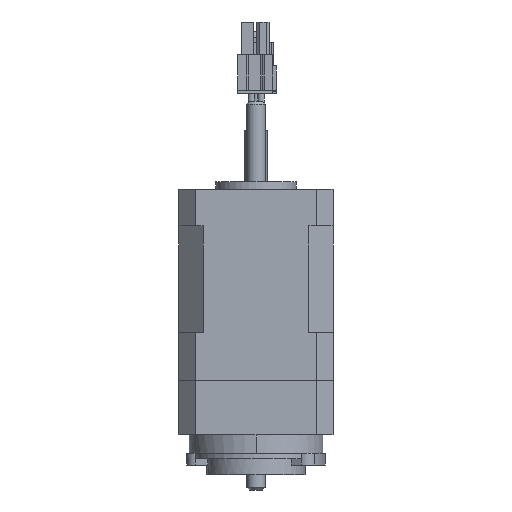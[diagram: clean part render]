
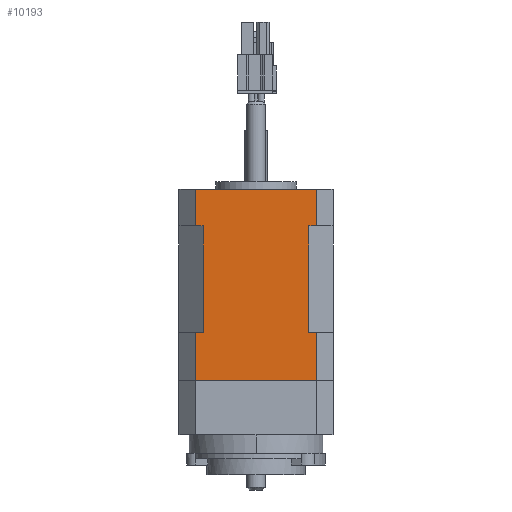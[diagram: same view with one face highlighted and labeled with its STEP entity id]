
A CAD part, front view. The second image highlights one B-rep face of the part: STEP entity #10193.
In plain terms, the highlighted planar face has unit normal (0, -1, 0).
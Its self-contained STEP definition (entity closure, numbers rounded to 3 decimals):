
#497 = DIRECTION ( 'NONE',  ( 0., 0., -1. ) ) ;
#752 = VERTEX_POINT ( 'NONE', #14792 ) ;
#1249 = LINE ( 'NONE', #6851, #10943 ) ;
#1578 = VERTEX_POINT ( 'NONE', #15465 ) ;
#1795 = EDGE_CURVE ( 'NONE', #1578, #3714, #1249, .T. ) ;
#1941 = LINE ( 'NONE', #3785, #12050 ) ;
#2051 = CARTESIAN_POINT ( 'NONE',  ( 16.5, -21., -52.2 ) ) ;
#2064 = LINE ( 'NONE', #2743, #16933 ) ;
#2486 = CARTESIAN_POINT ( 'NONE',  ( 21., -21., -52.2 ) ) ;
#2550 = DIRECTION ( 'NONE',  ( -1., 0., 0. ) ) ;
#2743 = CARTESIAN_POINT ( 'NONE',  ( 21., -21., -39.1 ) ) ;
#2971 = EDGE_CURVE ( 'NONE', #752, #5639, #10903, .T. ) ;
#3107 = CARTESIAN_POINT ( 'NONE',  ( 16.5, -21., -10. ) ) ;
#3199 = ORIENTED_EDGE ( 'NONE', *, *, #2971, .T. ) ;
#3286 = VERTEX_POINT ( 'NONE', #12606 ) ;
#3330 = CARTESIAN_POINT ( 'NONE',  ( 16.5, -21., -39.1 ) ) ;
#3393 = PLANE ( 'NONE',  #4940 ) ;
#3429 = ORIENTED_EDGE ( 'NONE', *, *, #4990, .F. ) ;
#3714 = VERTEX_POINT ( 'NONE', #12414 ) ;
#3785 = CARTESIAN_POINT ( 'NONE',  ( -16.5, -21., -10. ) ) ;
#3838 = ORIENTED_EDGE ( 'NONE', *, *, #9118, .T. ) ;
#3859 = VECTOR ( 'NONE', #11940, 1000. ) ;
#3937 = VECTOR ( 'NONE', #2550, 1000. ) ;
#4147 = VERTEX_POINT ( 'NONE', #14022 ) ;
#4428 = CARTESIAN_POINT ( 'NONE',  ( -16.5, -21., -10. ) ) ;
#4705 = LINE ( 'NONE', #2486, #9639 ) ;
#4713 = CARTESIAN_POINT ( 'NONE',  ( -21., -21., 0. ) ) ;
#4915 = EDGE_CURVE ( 'NONE', #16612, #1578, #7283, .T. ) ;
#4940 = AXIS2_PLACEMENT_3D ( 'NONE', #8402, #16446, #497 ) ;
#4990 = EDGE_CURVE ( 'NONE', #16612, #5639, #5471, .T. ) ;
#5057 = VECTOR ( 'NONE', #12701, 1000. ) ;
#5471 = LINE ( 'NONE', #4713, #5057 ) ;
#5639 = VERTEX_POINT ( 'NONE', #12175 ) ;
#5697 = DIRECTION ( 'NONE',  ( 0., 0., 1. ) ) ;
#5824 = ORIENTED_EDGE ( 'NONE', *, *, #6710, .F. ) ;
#5869 = EDGE_CURVE ( 'NONE', #7572, #8699, #14712, .T. ) ;
#6015 = VECTOR ( 'NONE', #13153, 1000. ) ;
#6097 = ORIENTED_EDGE ( 'NONE', *, *, #4915, .T. ) ;
#6710 = EDGE_CURVE ( 'NONE', #3286, #3714, #11652, .T. ) ;
#6851 = CARTESIAN_POINT ( 'NONE',  ( -21., -21., -10. ) ) ;
#6895 = VECTOR ( 'NONE', #13959, 1000. ) ;
#6915 = EDGE_CURVE ( 'NONE', #11088, #4147, #1941, .T. ) ;
#7086 = ORIENTED_EDGE ( 'NONE', *, *, #16578, .T. ) ;
#7283 = LINE ( 'NONE', #4428, #14731 ) ;
#7319 = LINE ( 'NONE', #11875, #3859 ) ;
#7572 = VERTEX_POINT ( 'NONE', #16490 ) ;
#8096 = ORIENTED_EDGE ( 'NONE', *, *, #13845, .T. ) ;
#8364 = ORIENTED_EDGE ( 'NONE', *, *, #8443, .T. ) ;
#8402 = CARTESIAN_POINT ( 'NONE',  ( -21., -21., -10. ) ) ;
#8443 = EDGE_CURVE ( 'NONE', #8699, #752, #9522, .T. ) ;
#8699 = VERTEX_POINT ( 'NONE', #9572 ) ;
#9118 = EDGE_CURVE ( 'NONE', #15194, #7572, #13401, .T. ) ;
#9190 = ORIENTED_EDGE ( 'NONE', *, *, #1795, .T. ) ;
#9522 = LINE ( 'NONE', #14411, #6015 ) ;
#9572 = CARTESIAN_POINT ( 'NONE',  ( 14.402, -21., -10. ) ) ;
#9639 = VECTOR ( 'NONE', #14399, 1000. ) ;
#10193 = ADVANCED_FACE ( 'NONE', ( #14385 ), #3393, .T. ) ;
#10756 = VERTEX_POINT ( 'NONE', #2051 ) ;
#10903 = LINE ( 'NONE', #3107, #14828 ) ;
#10943 = VECTOR ( 'NONE', #10998, 1000. ) ;
#10998 = DIRECTION ( 'NONE',  ( 1., 0., 0. ) ) ;
#11088 = VERTEX_POINT ( 'NONE', #13172 ) ;
#11123 = ORIENTED_EDGE ( 'NONE', *, *, #6915, .T. ) ;
#11556 = DIRECTION ( 'NONE',  ( 0., 0., -1. ) ) ;
#11652 = LINE ( 'NONE', #16537, #6895 ) ;
#11875 = CARTESIAN_POINT ( 'NONE',  ( 16.5, -21., -10. ) ) ;
#11940 = DIRECTION ( 'NONE',  ( 0., 0., 1. ) ) ;
#12050 = VECTOR ( 'NONE', #11556, 1000. ) ;
#12175 = CARTESIAN_POINT ( 'NONE',  ( 16.5, -21., 0. ) ) ;
#12414 = CARTESIAN_POINT ( 'NONE',  ( -14.402, -21., -10. ) ) ;
#12606 = CARTESIAN_POINT ( 'NONE',  ( -14.402, -21., -39.1 ) ) ;
#12701 = DIRECTION ( 'NONE',  ( 1., 0., 0. ) ) ;
#13119 = DIRECTION ( 'NONE',  ( -1., 0., 0. ) ) ;
#13146 = ORIENTED_EDGE ( 'NONE', *, *, #14778, .F. ) ;
#13153 = DIRECTION ( 'NONE',  ( 1., 0., 0. ) ) ;
#13172 = CARTESIAN_POINT ( 'NONE',  ( -16.5, -21., -39.1 ) ) ;
#13401 = LINE ( 'NONE', #17031, #3937 ) ;
#13578 = DIRECTION ( 'NONE',  ( 0., 0., -1. ) ) ;
#13845 = EDGE_CURVE ( 'NONE', #3286, #11088, #2064, .T. ) ;
#13959 = DIRECTION ( 'NONE',  ( 0., 0., 1. ) ) ;
#14022 = CARTESIAN_POINT ( 'NONE',  ( -16.5, -21., -52.2 ) ) ;
#14089 = EDGE_LOOP ( 'NONE', ( #3429, #6097, #9190, #5824, #8096, #11123, #13146, #7086, #3838, #14618, #8364, #3199 ) ) ;
#14093 = DIRECTION ( 'NONE',  ( 0., 0., 1. ) ) ;
#14385 = FACE_OUTER_BOUND ( 'NONE', #14089, .T. ) ;
#14399 = DIRECTION ( 'NONE',  ( -1., 0., 0. ) ) ;
#14411 = CARTESIAN_POINT ( 'NONE',  ( -21., -21., -10. ) ) ;
#14618 = ORIENTED_EDGE ( 'NONE', *, *, #5869, .T. ) ;
#14712 = LINE ( 'NONE', #15446, #16795 ) ;
#14731 = VECTOR ( 'NONE', #13578, 1000. ) ;
#14778 = EDGE_CURVE ( 'NONE', #10756, #4147, #4705, .T. ) ;
#14792 = CARTESIAN_POINT ( 'NONE',  ( 16.5, -21., -10. ) ) ;
#14818 = CARTESIAN_POINT ( 'NONE',  ( -16.5, -21., 0. ) ) ;
#14828 = VECTOR ( 'NONE', #5697, 1000. ) ;
#15194 = VERTEX_POINT ( 'NONE', #3330 ) ;
#15446 = CARTESIAN_POINT ( 'NONE',  ( 14.402, -21., -39.1 ) ) ;
#15465 = CARTESIAN_POINT ( 'NONE',  ( -16.5, -21., -10. ) ) ;
#16446 = DIRECTION ( 'NONE',  ( 0., -1., 0. ) ) ;
#16490 = CARTESIAN_POINT ( 'NONE',  ( 14.402, -21., -39.1 ) ) ;
#16537 = CARTESIAN_POINT ( 'NONE',  ( -14.402, -21., -39.1 ) ) ;
#16578 = EDGE_CURVE ( 'NONE', #10756, #15194, #7319, .T. ) ;
#16612 = VERTEX_POINT ( 'NONE', #14818 ) ;
#16795 = VECTOR ( 'NONE', #14093, 1000. ) ;
#16933 = VECTOR ( 'NONE', #13119, 1000. ) ;
#17031 = CARTESIAN_POINT ( 'NONE',  ( 21., -21., -39.1 ) ) ;
